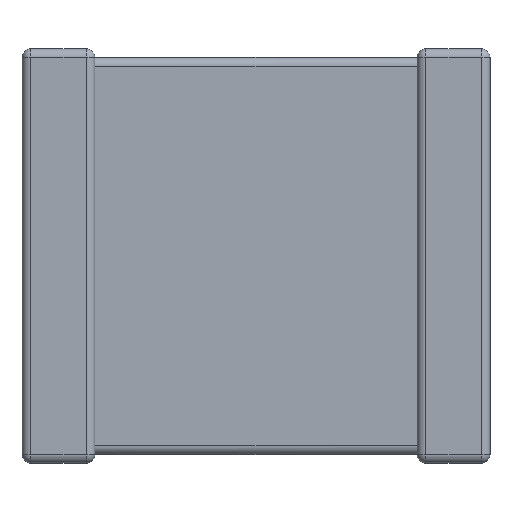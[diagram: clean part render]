
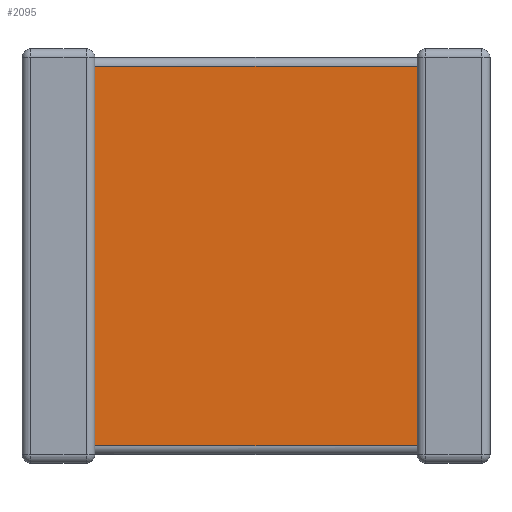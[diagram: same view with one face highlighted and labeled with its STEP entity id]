
A CAD part, front view. The second image highlights one B-rep face of the part: STEP entity #2095.
In plain terms, the highlighted planar face has unit normal (0, -1, 0).
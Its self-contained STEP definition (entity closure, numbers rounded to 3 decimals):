
#143 = ORIENTED_EDGE ( 'NONE', *, *, #1919, .T. ) ;
#394 = CARTESIAN_POINT ( 'NONE',  ( 0.95, 0.112, -5.175 ) ) ;
#566 = VERTEX_POINT ( 'NONE', #394 ) ;
#862 = FACE_OUTER_BOUND ( 'NONE', #3456, .T. ) ;
#991 = DIRECTION ( 'NONE',  ( 0., 0., 1. ) ) ;
#1035 = CARTESIAN_POINT ( 'NONE',  ( 5.15, 0.112, -5.4 ) ) ;
#1126 = DIRECTION ( 'NONE',  ( 0., 0., 1. ) ) ;
#1278 = CARTESIAN_POINT ( 'NONE',  ( 0.95, 0.112, -5.4 ) ) ;
#1292 = EDGE_CURVE ( 'NONE', #2749, #2826, #4650, .T. ) ;
#1461 = AXIS2_PLACEMENT_3D ( 'NONE', #1278, #3069, #2652 ) ;
#1690 = LINE ( 'NONE', #2688, #2474 ) ;
#1919 = EDGE_CURVE ( 'NONE', #2826, #2701, #3110, .T. ) ;
#2095 = ADVANCED_FACE ( 'NONE', ( #862 ), #2984, .T. ) ;
#2474 = VECTOR ( 'NONE', #3430, 1000. ) ;
#2517 = DIRECTION ( 'NONE',  ( -1., 0., 0. ) ) ;
#2533 = CARTESIAN_POINT ( 'NONE',  ( 0.95, 0.112, -0.225 ) ) ;
#2652 = DIRECTION ( 'NONE',  ( 0., 0., -1. ) ) ;
#2688 = CARTESIAN_POINT ( 'NONE',  ( 5.15, 0.112, -5.175 ) ) ;
#2701 = VERTEX_POINT ( 'NONE', #2793 ) ;
#2749 = VERTEX_POINT ( 'NONE', #3033 ) ;
#2793 = CARTESIAN_POINT ( 'NONE',  ( 0.95, 0.112, -0.225 ) ) ;
#2826 = VERTEX_POINT ( 'NONE', #4282 ) ;
#2861 = CARTESIAN_POINT ( 'NONE',  ( 0.95, 0.112, -5.4 ) ) ;
#2916 = EDGE_CURVE ( 'NONE', #566, #2701, #4125, .T. ) ;
#2984 = PLANE ( 'NONE',  #1461 ) ;
#3033 = CARTESIAN_POINT ( 'NONE',  ( 5.15, 0.112, -5.175 ) ) ;
#3069 = DIRECTION ( 'NONE',  ( 0., -1., 0. ) ) ;
#3110 = LINE ( 'NONE', #2533, #4007 ) ;
#3231 = ORIENTED_EDGE ( 'NONE', *, *, #3799, .T. ) ;
#3430 = DIRECTION ( 'NONE',  ( 1., 0., 0. ) ) ;
#3456 = EDGE_LOOP ( 'NONE', ( #4548, #3231, #4468, #143 ) ) ;
#3632 = VECTOR ( 'NONE', #991, 1000. ) ;
#3716 = VECTOR ( 'NONE', #1126, 1000. ) ;
#3799 = EDGE_CURVE ( 'NONE', #566, #2749, #1690, .T. ) ;
#4007 = VECTOR ( 'NONE', #2517, 1000. ) ;
#4125 = LINE ( 'NONE', #2861, #3716 ) ;
#4282 = CARTESIAN_POINT ( 'NONE',  ( 5.15, 0.112, -0.225 ) ) ;
#4468 = ORIENTED_EDGE ( 'NONE', *, *, #1292, .T. ) ;
#4548 = ORIENTED_EDGE ( 'NONE', *, *, #2916, .F. ) ;
#4650 = LINE ( 'NONE', #1035, #3632 ) ;
